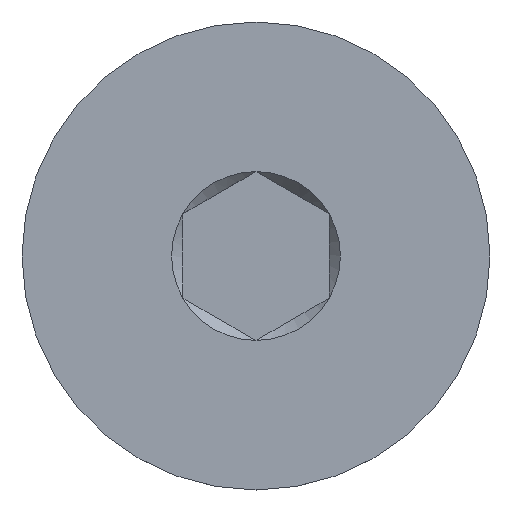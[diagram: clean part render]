
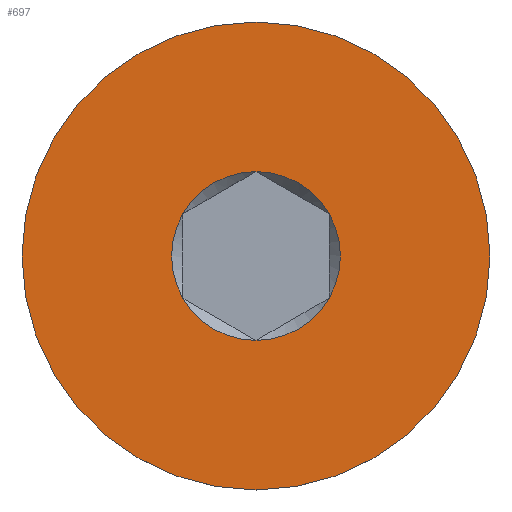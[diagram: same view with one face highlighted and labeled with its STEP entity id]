
A CAD part, top view. The second image highlights one B-rep face of the part: STEP entity #697.
In plain terms, the highlighted planar face has unit normal (0, 0, 1).
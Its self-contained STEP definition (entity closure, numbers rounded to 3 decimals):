
#17=FACE_BOUND('',#130,.T.);
#18=PLANE('',#772);
#87=FACE_OUTER_BOUND('',#129,.T.);
#129=EDGE_LOOP('',(#544,#545));
#130=EDGE_LOOP('',(#546,#547,#548,#549,#550,#551));
#154=CIRCLE('',#763,2.887);
#155=CIRCLE('',#765,8.);
#156=CIRCLE('',#766,8.);
#161=CIRCLE('',#773,2.887);
#162=CIRCLE('',#774,2.887);
#163=CIRCLE('',#775,2.887);
#164=CIRCLE('',#776,2.887);
#165=CIRCLE('',#777,2.887);
#309=VERTEX_POINT('',#3419);
#310=VERTEX_POINT('',#3420);
#311=VERTEX_POINT('',#3426);
#312=VERTEX_POINT('',#3427);
#318=VERTEX_POINT('',#3473);
#319=VERTEX_POINT('',#3475);
#320=VERTEX_POINT('',#3477);
#321=VERTEX_POINT('',#3479);
#399=EDGE_CURVE('',#309,#310,#154,.T.);
#400=EDGE_CURVE('',#311,#312,#155,.T.);
#401=EDGE_CURVE('',#312,#311,#156,.T.);
#410=EDGE_CURVE('',#310,#318,#161,.T.);
#411=EDGE_CURVE('',#318,#319,#162,.T.);
#412=EDGE_CURVE('',#319,#320,#163,.T.);
#413=EDGE_CURVE('',#320,#321,#164,.T.);
#414=EDGE_CURVE('',#321,#309,#165,.T.);
#544=ORIENTED_EDGE('',*,*,#400,.T.);
#545=ORIENTED_EDGE('',*,*,#401,.T.);
#546=ORIENTED_EDGE('',*,*,#410,.T.);
#547=ORIENTED_EDGE('',*,*,#411,.T.);
#548=ORIENTED_EDGE('',*,*,#412,.T.);
#549=ORIENTED_EDGE('',*,*,#413,.T.);
#550=ORIENTED_EDGE('',*,*,#414,.T.);
#551=ORIENTED_EDGE('',*,*,#399,.T.);
#697=ADVANCED_FACE('',(#87,#17),#18,.F.);
#763=AXIS2_PLACEMENT_3D('',#3424,#872,#873);
#765=AXIS2_PLACEMENT_3D('',#3428,#876,#877);
#766=AXIS2_PLACEMENT_3D('',#3429,#878,#879);
#772=AXIS2_PLACEMENT_3D('',#3472,#892,#893);
#773=AXIS2_PLACEMENT_3D('',#3474,#894,#895);
#774=AXIS2_PLACEMENT_3D('',#3476,#896,#897);
#775=AXIS2_PLACEMENT_3D('',#3478,#898,#899);
#776=AXIS2_PLACEMENT_3D('',#3480,#900,#901);
#777=AXIS2_PLACEMENT_3D('',#3481,#902,#903);
#872=DIRECTION('center_axis',(0.,0.,-1.));
#873=DIRECTION('ref_axis',(-1.,0.,0.));
#876=DIRECTION('center_axis',(0.,0.,1.));
#877=DIRECTION('ref_axis',(0.,-1.,0.));
#878=DIRECTION('center_axis',(0.,0.,1.));
#879=DIRECTION('ref_axis',(0.,-1.,0.));
#892=DIRECTION('center_axis',(0.,0.,-1.));
#893=DIRECTION('ref_axis',(0.,1.,0.));
#894=DIRECTION('center_axis',(0.,0.,-1.));
#895=DIRECTION('ref_axis',(-1.,0.,0.));
#896=DIRECTION('center_axis',(0.,0.,-1.));
#897=DIRECTION('ref_axis',(-1.,0.,0.));
#898=DIRECTION('center_axis',(0.,0.,-1.));
#899=DIRECTION('ref_axis',(-1.,0.,0.));
#900=DIRECTION('center_axis',(0.,0.,-1.));
#901=DIRECTION('ref_axis',(-1.,0.,0.));
#902=DIRECTION('center_axis',(0.,0.,-1.));
#903=DIRECTION('ref_axis',(-1.,0.,0.));
#3419=CARTESIAN_POINT('',(-2.5,-1.443,8.));
#3420=CARTESIAN_POINT('',(-2.5,1.443,8.));
#3424=CARTESIAN_POINT('Origin',(0.,0.,8.));
#3426=CARTESIAN_POINT('',(0.,-8.,8.));
#3427=CARTESIAN_POINT('',(0.,8.,8.));
#3428=CARTESIAN_POINT('Origin',(0.,0.,8.));
#3429=CARTESIAN_POINT('Origin',(0.,0.,8.));
#3472=CARTESIAN_POINT('Origin',(0.,0.,
8.));
#3473=CARTESIAN_POINT('',(0.,2.887,8.));
#3474=CARTESIAN_POINT('Origin',(0.,0.,8.));
#3475=CARTESIAN_POINT('',(2.5,1.443,8.));
#3476=CARTESIAN_POINT('Origin',(0.,0.,8.));
#3477=CARTESIAN_POINT('',(2.5,-1.443,8.));
#3478=CARTESIAN_POINT('Origin',(0.,0.,8.));
#3479=CARTESIAN_POINT('',(0.,-2.887,8.));
#3480=CARTESIAN_POINT('Origin',(0.,0.,8.));
#3481=CARTESIAN_POINT('Origin',(0.,0.,8.));
